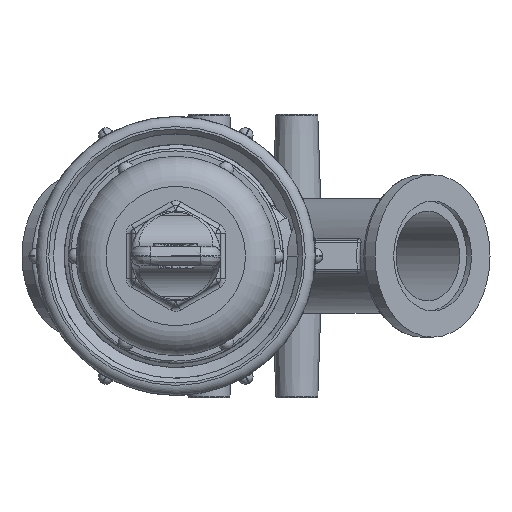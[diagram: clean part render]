
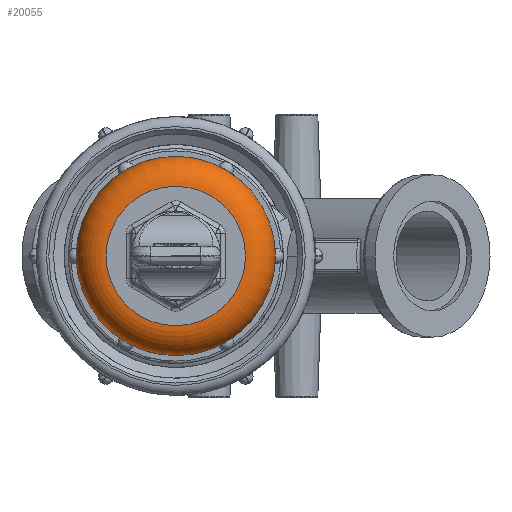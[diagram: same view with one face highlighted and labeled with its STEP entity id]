
A CAD part, front view. The second image highlights one B-rep face of the part: STEP entity #20055.
In plain terms, the highlighted toroidal (fillet/blend) face has major radius 22.225 mm and minor radius 9.525 mm.
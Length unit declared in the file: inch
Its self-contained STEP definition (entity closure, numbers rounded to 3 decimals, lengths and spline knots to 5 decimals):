
#5034=FACE_BOUND('',#7124,.T.);
#5822=FACE_OUTER_BOUND('',#7123,.T.);
#7123=EDGE_LOOP('',(#16880));
#7124=EDGE_LOOP('',(#16881));
#8029=CIRCLE('',#21897,0.875);
#8060=CIRCLE('',#21941,1.25);
#9451=VERTEX_POINT('',#36675);
#9493=VERTEX_POINT('',#37256);
#12035=EDGE_CURVE('',#9451,#9451,#8029,.T.);
#12091=EDGE_CURVE('',#9493,#9493,#8060,.T.);
#16880=ORIENTED_EDGE('',*,*,#12091,.T.);
#16881=ORIENTED_EDGE('',*,*,#12035,.T.);
#19294=TOROIDAL_SURFACE('',#21940,0.875,0.375);
#20055=ADVANCED_FACE('',(#5822,#5034),#19294,.T.);
#21897=AXIS2_PLACEMENT_3D('',#36676,#26073,#26074);
#21940=AXIS2_PLACEMENT_3D('',#37255,#26162,#26163);
#21941=AXIS2_PLACEMENT_3D('',#37257,#26164,#26165);
#26073=DIRECTION('center_axis',(-1.,0.,0.));
#26074=DIRECTION('ref_axis',(0.,-1.,0.));
#26162=DIRECTION('center_axis',(1.,0.,0.));
#26163=DIRECTION('ref_axis',(0.,0.,-1.));
#26164=DIRECTION('center_axis',(1.,0.,0.));
#26165=DIRECTION('ref_axis',(0.,-1.,0.));
#36675=CARTESIAN_POINT('',(2.52,0.875,0.));
#36676=CARTESIAN_POINT('Origin',(2.52,0.,0.));
#37255=CARTESIAN_POINT('Origin',(2.145,0.,0.));
#37256=CARTESIAN_POINT('',(2.145,1.25,0.));
#37257=CARTESIAN_POINT('Origin',(2.145,0.,0.));
